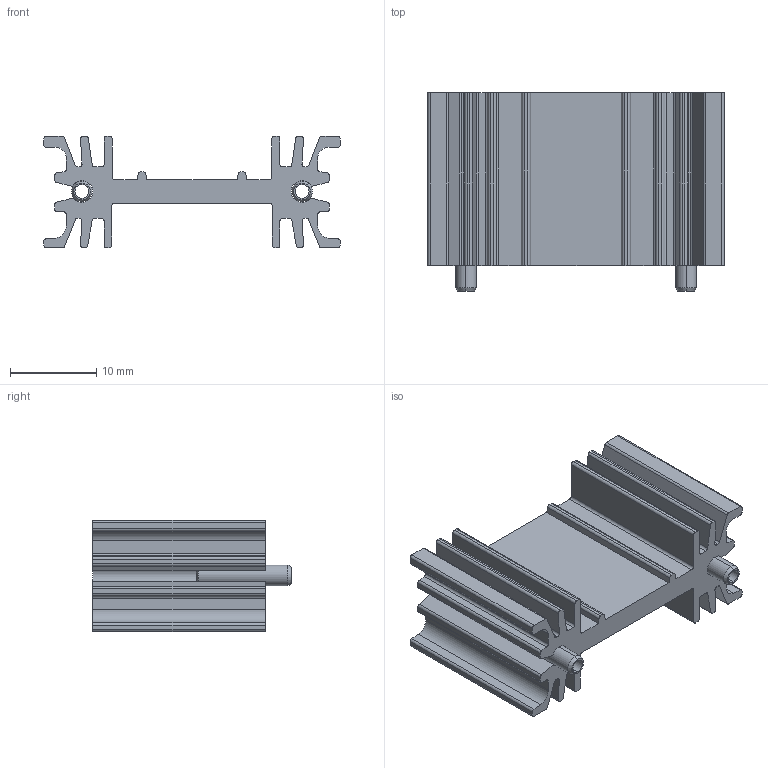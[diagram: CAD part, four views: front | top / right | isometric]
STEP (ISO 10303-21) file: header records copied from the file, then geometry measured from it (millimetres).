
FILE_DESCRIPTION(('FreeCAD Model'),'2;1');
FILE_NAME('Open CASCADE Shape Model','2025-08-07T08:47:31',(''),(''), 'Open CASCADE STEP processor 7.8','FreeCAD','Unknown');
FILE_SCHEMA(('AUTOMOTIVE_DESIGN { 1 0 10303 214 1 1 1 1 }'));
Length unit declared in the file: millimetre
Products named in the file (4): Heat Sink004; Heat Sink005; Heat Sink006; Heat Sink007
Assembly tree (3 placements, depth 2):
  Heat Sink004
    Heat Sink005
    Heat Sink006
    Heat Sink007
Bounding box: 34.32 x 23 x 12.87 mm (x, y, z)
Volume: 3188.9 mm3; surface area: 4399.1 mm2
Topology: 3 solids, 3 shells, 168 faces, 480 edges, 316 vertices
Faces by surface type: cylinder 82, plane 78, cone 8
Entity records: 5616 total; most frequent: DIRECTION 992, CARTESIAN_POINT 968, ORIENTED_EDGE 960, EDGE_CURVE 480, AXIS2_PLACEMENT_3D 340, VERTEX_POINT 316, LINE 312, VECTOR 312
